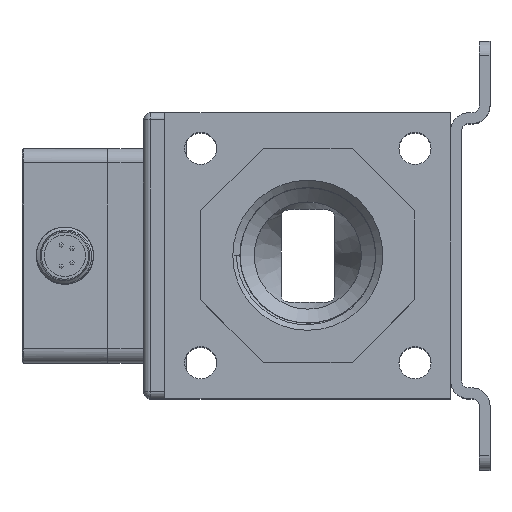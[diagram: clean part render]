
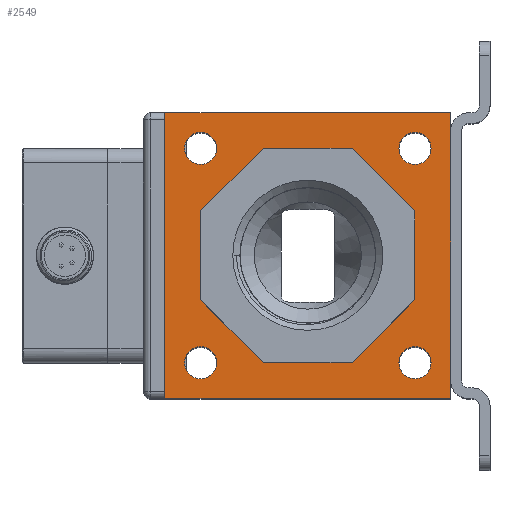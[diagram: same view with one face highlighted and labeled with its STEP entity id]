
A CAD part, top view. The second image highlights one B-rep face of the part: STEP entity #2549.
In plain terms, the highlighted planar face has unit normal (0, 0, 1).
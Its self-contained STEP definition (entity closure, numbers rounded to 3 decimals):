
#808=FACE_BOUND('',#5417,.T.);
#809=FACE_BOUND('',#5418,.T.);
#810=FACE_BOUND('',#5419,.T.);
#811=FACE_BOUND('',#5420,.T.);
#812=FACE_BOUND('',#5421,.T.);
#813=FACE_BOUND('',#5422,.T.);
#2549=ADVANCED_FACE('',(#808,#809,#810,#811,#812,#813),#3352,.F.);
#3352=PLANE('',#20822);
#5417=EDGE_LOOP('',(#9979,#9980,#9981,#9982,#9983,#9984,#9985,#9986));
#5418=EDGE_LOOP('',(#9987,#9988,#9989,#9990));
#5419=EDGE_LOOP('',(#9991));
#5420=EDGE_LOOP('',(#9992));
#5421=EDGE_LOOP('',(#9993));
#5422=EDGE_LOOP('',(#9994));
#6191=CIRCLE('',#20810,2.25);
#6193=CIRCLE('',#20813,2.25);
#6195=CIRCLE('',#20816,2.25);
#6197=CIRCLE('',#20819,2.25);
#9979=ORIENTED_EDGE('',*,*,#15598,.F.);
#9980=ORIENTED_EDGE('',*,*,#15601,.F.);
#9981=ORIENTED_EDGE('',*,*,#15603,.F.);
#9982=ORIENTED_EDGE('',*,*,#15605,.F.);
#9983=ORIENTED_EDGE('',*,*,#15607,.F.);
#9984=ORIENTED_EDGE('',*,*,#15609,.F.);
#9985=ORIENTED_EDGE('',*,*,#15611,.F.);
#9986=ORIENTED_EDGE('',*,*,#15613,.F.);
#9987=ORIENTED_EDGE('',*,*,#15624,.F.);
#9988=ORIENTED_EDGE('',*,*,#15621,.F.);
#9989=ORIENTED_EDGE('',*,*,#15618,.F.);
#9990=ORIENTED_EDGE('',*,*,#15615,.F.);
#9991=ORIENTED_EDGE('',*,*,#15630,.F.);
#9992=ORIENTED_EDGE('',*,*,#15628,.F.);
#9993=ORIENTED_EDGE('',*,*,#15626,.F.);
#9994=ORIENTED_EDGE('',*,*,#15632,.F.);
#13119=VERTEX_POINT('',#34547);
#13120=VERTEX_POINT('',#34548);
#13121=VERTEX_POINT('',#34553);
#13122=VERTEX_POINT('',#34557);
#13123=VERTEX_POINT('',#34561);
#13124=VERTEX_POINT('',#34565);
#13125=VERTEX_POINT('',#34569);
#13126=VERTEX_POINT('',#34573);
#13128=VERTEX_POINT('',#34580);
#13129=VERTEX_POINT('',#34582);
#13131=VERTEX_POINT('',#34588);
#13133=VERTEX_POINT('',#34594);
#13135=VERTEX_POINT('',#34603);
#13137=VERTEX_POINT('',#34608);
#13139=VERTEX_POINT('',#34613);
#13141=VERTEX_POINT('',#34618);
#15598=EDGE_CURVE('',#13119,#13120,#17527,.T.);
#15601=EDGE_CURVE('',#13121,#13119,#17530,.T.);
#15603=EDGE_CURVE('',#13122,#13121,#17532,.T.);
#15605=EDGE_CURVE('',#13123,#13122,#17534,.T.);
#15607=EDGE_CURVE('',#13124,#13123,#17536,.T.);
#15609=EDGE_CURVE('',#13125,#13124,#17538,.T.);
#15611=EDGE_CURVE('',#13126,#13125,#17540,.T.);
#15613=EDGE_CURVE('',#13120,#13126,#17542,.T.);
#15615=EDGE_CURVE('',#13128,#13129,#17544,.T.);
#15618=EDGE_CURVE('',#13129,#13131,#17547,.T.);
#15621=EDGE_CURVE('',#13131,#13133,#17550,.T.);
#15624=EDGE_CURVE('',#13133,#13128,#17553,.T.);
#15626=EDGE_CURVE('',#13135,#13135,#6191,.T.);
#15628=EDGE_CURVE('',#13137,#13137,#6193,.T.);
#15630=EDGE_CURVE('',#13139,#13139,#6195,.T.);
#15632=EDGE_CURVE('',#13141,#13141,#6197,.T.);
#17527=LINE('',#34546,#19200);
#17530=LINE('',#34552,#19203);
#17532=LINE('',#34556,#19205);
#17534=LINE('',#34560,#19207);
#17536=LINE('',#34564,#19209);
#17538=LINE('',#34568,#19211);
#17540=LINE('',#34572,#19213);
#17542=LINE('',#34576,#19215);
#17544=LINE('',#34581,#19217);
#17547=LINE('',#34587,#19220);
#17550=LINE('',#34593,#19223);
#17553=LINE('',#34599,#19226);
#19200=VECTOR('',#24246,1.);
#19203=VECTOR('',#24251,1.);
#19205=VECTOR('',#24255,1.);
#19207=VECTOR('',#24259,1.);
#19209=VECTOR('',#24263,1.);
#19211=VECTOR('',#24267,1.);
#19213=VECTOR('',#24271,1.);
#19215=VECTOR('',#24275,1.);
#19217=VECTOR('',#24279,1.);
#19220=VECTOR('',#24284,1.);
#19223=VECTOR('',#24289,1.);
#19226=VECTOR('',#24294,1.);
#20810=AXIS2_PLACEMENT_3D('',#34602,#24298,#24299);
#20813=AXIS2_PLACEMENT_3D('',#34607,#24304,#24305);
#20816=AXIS2_PLACEMENT_3D('',#34612,#24310,#24311);
#20819=AXIS2_PLACEMENT_3D('',#34617,#24316,#24317);
#20822=AXIS2_PLACEMENT_3D('',#34622,#24322,#24323);
#24246=DIRECTION('',(0.,-1.,0.));
#24251=DIRECTION('',(-0.707,-0.707,0.));
#24255=DIRECTION('',(-1.,0.,0.));
#24259=DIRECTION('',(-0.707,0.707,0.));
#24263=DIRECTION('',(0.,1.,0.));
#24267=DIRECTION('',(0.707,0.707,0.));
#24271=DIRECTION('',(1.,0.,0.));
#24275=DIRECTION('',(0.707,-0.707,0.));
#24279=DIRECTION('',(0.,1.,0.));
#24284=DIRECTION('',(1.,0.,0.));
#24289=DIRECTION('',(0.,-1.,0.));
#24294=DIRECTION('',(-1.,0.,0.));
#24298=DIRECTION('',(0.,0.,1.));
#24299=DIRECTION('',(1.,0.,0.));
#24304=DIRECTION('',(0.,0.,1.));
#24305=DIRECTION('',(1.,0.,0.));
#24310=DIRECTION('',(0.,0.,1.));
#24311=DIRECTION('',(1.,0.,0.));
#24316=DIRECTION('',(0.,0.,1.));
#24317=DIRECTION('',(1.,0.,0.));
#24322=DIRECTION('',(0.,0.,-1.));
#24323=DIRECTION('',(-1.,0.,0.));
#34546=CARTESIAN_POINT('',(7.,15.787,-1.));
#34547=CARTESIAN_POINT('',(7.,28.213,-1.));
#34548=CARTESIAN_POINT('',(7.,15.787,-1.));
#34552=CARTESIAN_POINT('',(7.,28.213,-1.));
#34553=CARTESIAN_POINT('',(15.787,37.,-1.));
#34556=CARTESIAN_POINT('',(15.787,37.,-1.));
#34557=CARTESIAN_POINT('',(28.213,37.,-1.));
#34560=CARTESIAN_POINT('',(28.213,37.,-1.));
#34561=CARTESIAN_POINT('',(37.,28.213,-1.));
#34564=CARTESIAN_POINT('',(37.,28.213,-1.));
#34565=CARTESIAN_POINT('',(37.,15.787,-1.));
#34568=CARTESIAN_POINT('',(37.,15.787,-1.));
#34569=CARTESIAN_POINT('',(28.213,7.,-1.));
#34572=CARTESIAN_POINT('',(28.213,7.,-1.));
#34573=CARTESIAN_POINT('',(15.787,7.,-1.));
#34576=CARTESIAN_POINT('',(15.787,7.,-1.));
#34580=CARTESIAN_POINT('',(2.,2.,-1.));
#34581=CARTESIAN_POINT('',(2.,42.,-1.));
#34582=CARTESIAN_POINT('',(2.,42.,-1.));
#34587=CARTESIAN_POINT('',(44.5,42.,-1.));
#34588=CARTESIAN_POINT('',(42.,42.,-1.));
#34593=CARTESIAN_POINT('',(42.,-0.5,-1.));
#34594=CARTESIAN_POINT('',(42.,2.,-1.));
#34599=CARTESIAN_POINT('',(-0.5,2.,-1.));
#34602=CARTESIAN_POINT('',(7.,37.,-1.));
#34603=CARTESIAN_POINT('',(9.25,37.,-1.));
#34607=CARTESIAN_POINT('',(37.,7.,-1.));
#34608=CARTESIAN_POINT('',(39.25,7.,-1.));
#34612=CARTESIAN_POINT('',(37.,37.,-1.));
#34613=CARTESIAN_POINT('',(39.25,37.,-1.));
#34617=CARTESIAN_POINT('',(7.,7.,-1.));
#34618=CARTESIAN_POINT('',(9.25,7.,-1.));
#34622=CARTESIAN_POINT('',(22.,22.,-1.));
